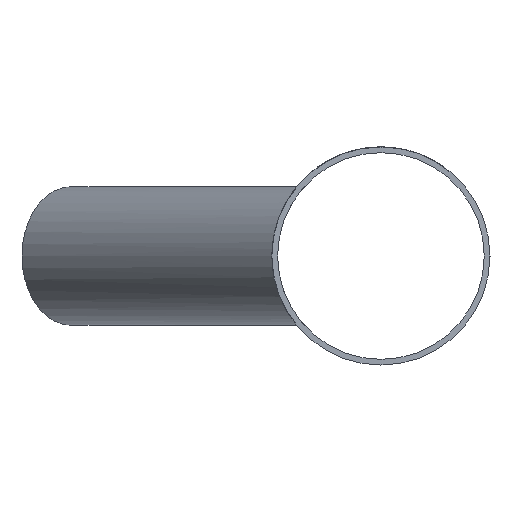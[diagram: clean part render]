
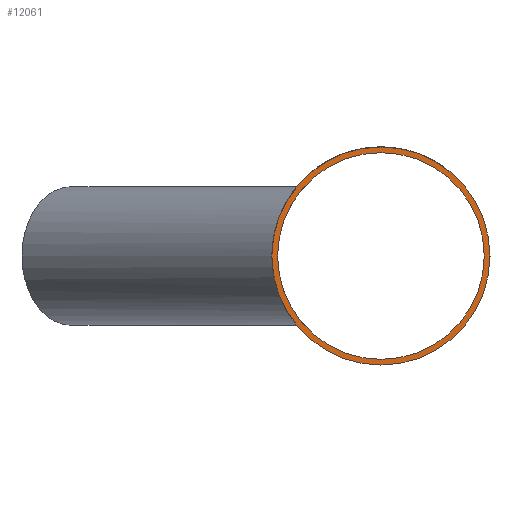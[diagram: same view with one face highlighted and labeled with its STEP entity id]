
A CAD part, left-side view. The second image highlights one B-rep face of the part: STEP entity #12061.
In plain terms, the highlighted planar face has unit normal (-1, 0, 0).
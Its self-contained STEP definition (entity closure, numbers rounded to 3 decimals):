
#231 = ORIENTED_EDGE ( 'NONE', *, *, #415, .F. ) ;
#415 = EDGE_CURVE ( 'NONE', #17511, #17511, #9880, .T. ) ;
#606 = EDGE_LOOP ( 'NONE', ( #18126 ) ) ;
#624 = DIRECTION ( 'NONE',  ( 0., 0., 1. ) ) ;
#1913 = CIRCLE ( 'NONE', #14954, 38.05 ) ;
#5346 = PLANE ( 'NONE',  #7368 ) ;
#7368 = AXIS2_PLACEMENT_3D ( 'NONE', #15899, #11652, #26252 ) ;
#8680 = CARTESIAN_POINT ( 'NONE',  ( -109., 0., 0. ) ) ;
#9091 = VERTEX_POINT ( 'NONE', #16745 ) ;
#9880 = CIRCLE ( 'NONE', #17532, 36.05 ) ;
#10697 = CARTESIAN_POINT ( 'NONE',  ( -109., 0., 0. ) ) ;
#11652 = DIRECTION ( 'NONE',  ( -1., 0., 0. ) ) ;
#12061 = ADVANCED_FACE ( 'NONE', ( #24159, #17375 ), #5346, .T. ) ;
#12688 = DIRECTION ( 'NONE',  ( -1., 0., 0. ) ) ;
#12784 = DIRECTION ( 'NONE',  ( 0., 0., 1. ) ) ;
#14954 = AXIS2_PLACEMENT_3D ( 'NONE', #10697, #12688, #12784 ) ;
#15899 = CARTESIAN_POINT ( 'NONE',  ( -109., 0., 0. ) ) ;
#16745 = CARTESIAN_POINT ( 'NONE',  ( -109., 0., 38.05 ) ) ;
#17375 = FACE_OUTER_BOUND ( 'NONE', #606, .T. ) ;
#17511 = VERTEX_POINT ( 'NONE', #20916 ) ;
#17532 = AXIS2_PLACEMENT_3D ( 'NONE', #8680, #25353, #624 ) ;
#18126 = ORIENTED_EDGE ( 'NONE', *, *, #19237, .T. ) ;
#19237 = EDGE_CURVE ( 'NONE', #9091, #9091, #1913, .T. ) ;
#20916 = CARTESIAN_POINT ( 'NONE',  ( -109., 0., 36.05 ) ) ;
#22926 = EDGE_LOOP ( 'NONE', ( #231 ) ) ;
#24159 = FACE_BOUND ( 'NONE', #22926, .T. ) ;
#25353 = DIRECTION ( 'NONE',  ( -1., 0., 0. ) ) ;
#26252 = DIRECTION ( 'NONE',  ( 0., 0., 1. ) ) ;
